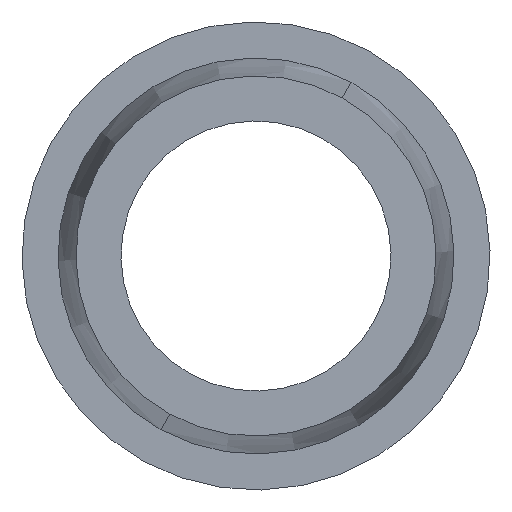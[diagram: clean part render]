
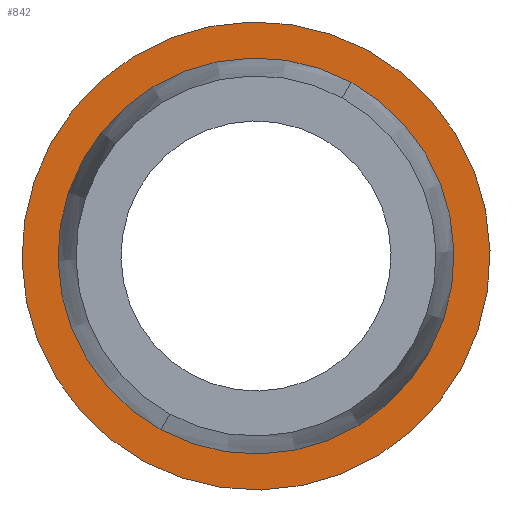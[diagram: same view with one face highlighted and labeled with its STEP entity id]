
A CAD part, front view. The second image highlights one B-rep face of the part: STEP entity #842.
In plain terms, the highlighted planar face has unit normal (0, -1, 0).
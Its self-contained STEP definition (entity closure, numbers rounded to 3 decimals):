
#398=CARTESIAN_POINT('Vertex',(3.116,-1.,5.704)) ;
#401=CARTESIAN_POINT('Axis2P3D Location',(0.,-1.,0.)) ;
#405=CARTESIAN_POINT('Vertex',(-3.116,-1.,-5.704)) ;
#425=CARTESIAN_POINT('Axis2P3D Location',(0.,-1.,0.)) ;
#739=CARTESIAN_POINT('Vertex',(-2.637,-1.,-4.827)) ;
#742=CARTESIAN_POINT('Axis2P3D Location',(0.,-1.,0.)) ;
#746=CARTESIAN_POINT('Vertex',(2.637,-1.,4.827)) ;
#761=CARTESIAN_POINT('Axis2P3D Location',(0.,-1.,0.)) ;
#829=CARTESIAN_POINT('Axis2P3D Location',(0.,-1.,6.5)) ;
#402=DIRECTION('Axis2P3D Direction',(0.,1.,0.)) ;
#426=DIRECTION('Axis2P3D Direction',(0.,1.,0.)) ;
#743=DIRECTION('Axis2P3D Direction',(0.,1.,0.)) ;
#762=DIRECTION('Axis2P3D Direction',(0.,1.,0.)) ;
#830=DIRECTION('Axis2P3D Direction',(-0.,1.,0.)) ;
#831=DIRECTION('Axis2P3D XDirection',(1.,0.,0.)) ;
#403=AXIS2_PLACEMENT_3D('Circle Axis2P3D',#401,#402,$) ;
#427=AXIS2_PLACEMENT_3D('Circle Axis2P3D',#425,#426,$) ;
#744=AXIS2_PLACEMENT_3D('Circle Axis2P3D',#742,#743,$) ;
#763=AXIS2_PLACEMENT_3D('Circle Axis2P3D',#761,#762,$) ;
#832=AXIS2_PLACEMENT_3D('Plane Axis2P3D',#829,#830,#831) ;
#835=ORIENTED_EDGE('',*,*,#407,.F.) ;
#836=ORIENTED_EDGE('',*,*,#429,.F.) ;
#839=ORIENTED_EDGE('',*,*,#765,.T.) ;
#840=ORIENTED_EDGE('',*,*,#748,.T.) ;
#841=FACE_BOUND('',#838,.T.) ;
#842=ADVANCED_FACE('Corps principal',(#837,#841),#833,.F.) ;
#404=CIRCLE('generated circle',#403,6.5) ;
#428=CIRCLE('generated circle',#427,6.5) ;
#745=CIRCLE('generated circle',#744,5.5) ;
#764=CIRCLE('generated circle',#763,5.5) ;
#407=EDGE_CURVE('',#399,#406,#404,.T.) ;
#429=EDGE_CURVE('',#406,#399,#428,.T.) ;
#748=EDGE_CURVE('',#747,#740,#745,.T.) ;
#765=EDGE_CURVE('',#740,#747,#764,.T.) ;
#834=EDGE_LOOP('',(#835,#836)) ;
#838=EDGE_LOOP('',(#839,#840)) ;
#837=FACE_OUTER_BOUND('',#834,.T.) ;
#833=PLANE('',#832) ;
#399=VERTEX_POINT('',#398) ;
#406=VERTEX_POINT('',#405) ;
#740=VERTEX_POINT('',#739) ;
#747=VERTEX_POINT('',#746) ;
